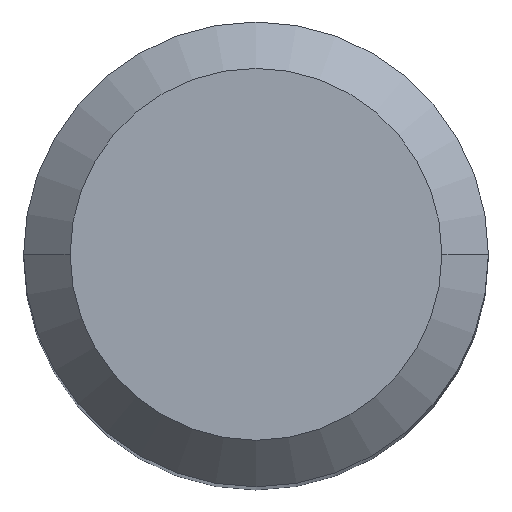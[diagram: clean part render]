
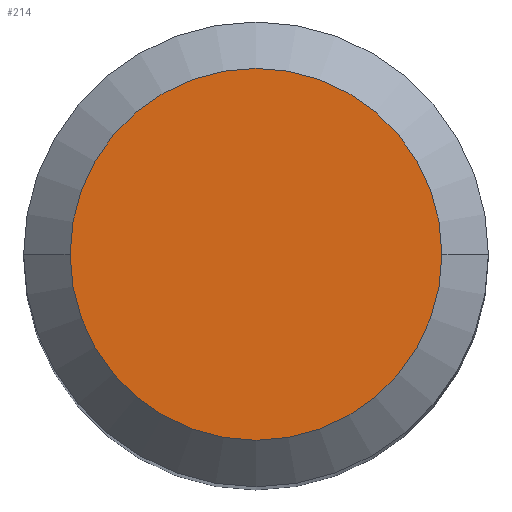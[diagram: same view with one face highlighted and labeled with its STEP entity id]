
A CAD part, top view. The second image highlights one B-rep face of the part: STEP entity #214.
In plain terms, the highlighted planar face has unit normal (0, 0, 1).
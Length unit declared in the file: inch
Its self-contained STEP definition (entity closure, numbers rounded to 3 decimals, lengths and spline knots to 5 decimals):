
#17 = AXIS2_PLACEMENT_3D ( 'NONE', #489, #157, #466 ) ;
#44 = CARTESIAN_POINT ( 'NONE',  ( 0.15748, 0., 0. ) ) ;
#67 = ORIENTED_EDGE ( 'NONE', *, *, #447, .T. ) ;
#78 = DIRECTION ( 'NONE',  ( 0., 0., 1. ) ) ;
#115 = PLANE ( 'NONE',  #195 ) ;
#157 = DIRECTION ( 'NONE',  ( 0., 0., 1. ) ) ;
#177 = AXIS2_PLACEMENT_3D ( 'NONE', #184, #78, #187 ) ;
#184 = CARTESIAN_POINT ( 'NONE',  ( 0., 0., 0. ) ) ;
#187 = DIRECTION ( 'NONE',  ( 1., 0., 0. ) ) ;
#195 = AXIS2_PLACEMENT_3D ( 'NONE', #382, #390, #241 ) ;
#214 = ADVANCED_FACE ( 'NONE', ( #361 ), #115, .F. ) ;
#241 = DIRECTION ( 'NONE',  ( -1., 0., 0. ) ) ;
#290 = EDGE_LOOP ( 'NONE', ( #67, #315 ) ) ;
#315 = ORIENTED_EDGE ( 'NONE', *, *, #427, .T. ) ;
#360 = CIRCLE ( 'NONE', #17, 0.15748 ) ;
#361 = FACE_OUTER_BOUND ( 'NONE', #290, .T. ) ;
#363 = VERTEX_POINT ( 'NONE', #464 ) ;
#382 = CARTESIAN_POINT ( 'NONE',  ( 0., 0., 0. ) ) ;
#390 = DIRECTION ( 'NONE',  ( 0., 0., -1. ) ) ;
#427 = EDGE_CURVE ( 'NONE', #481, #363, #456, .T. ) ;
#447 = EDGE_CURVE ( 'NONE', #363, #481, #360, .T. ) ;
#456 = CIRCLE ( 'NONE', #177, 0.15748 ) ;
#464 = CARTESIAN_POINT ( 'NONE',  ( -0.15748, 0., 0. ) ) ;
#466 = DIRECTION ( 'NONE',  ( 1., 0., 0. ) ) ;
#481 = VERTEX_POINT ( 'NONE', #44 ) ;
#489 = CARTESIAN_POINT ( 'NONE',  ( 0., 0., 0. ) ) ;
